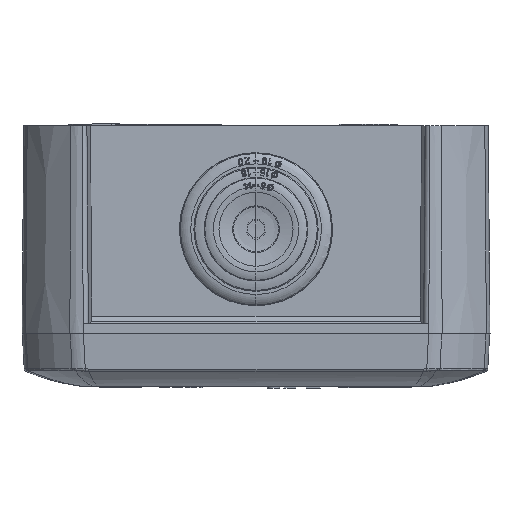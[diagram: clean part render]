
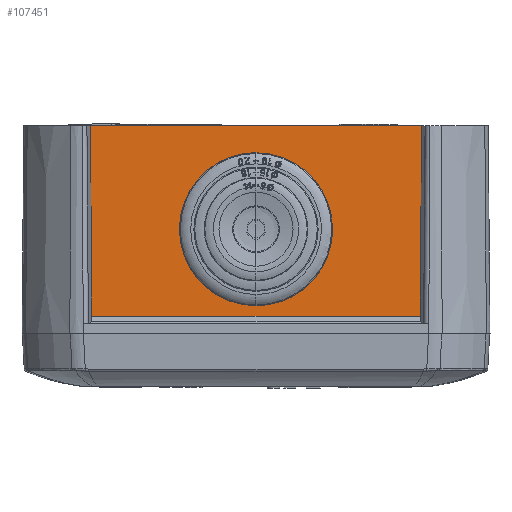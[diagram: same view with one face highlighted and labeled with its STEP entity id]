
A CAD part, front view. The second image highlights one B-rep face of the part: STEP entity #107451.
In plain terms, the highlighted planar face has unit normal (0, -1, 0.009).
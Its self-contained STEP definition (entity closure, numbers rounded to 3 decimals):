
#1254=DIRECTION('',(0.007,0.009,1.));
#1255=VECTOR('',#1254,36.702);
#1256=CARTESIAN_POINT('',(34.031,-42.827,1.7));
#1257=LINE('',#1256,#1255);
#1262=DIRECTION('',(1.,0.,0.));
#1263=VECTOR('',#1262,63.9);
#1264=CARTESIAN_POINT('',(-29.6,-42.506,38.4));
#1265=LINE('',#1264,#1263);
#1266=DIRECTION('',(-1.,0.,0.));
#1267=VECTOR('',#1266,63.362);
#1268=CARTESIAN_POINT('',(34.031,-42.827,1.7));
#1269=LINE('',#1268,#1267);
#1270=CARTESIAN_POINT('',(2.35,-42.552,33.196));
#1271=CARTESIAN_POINT('',(4.088,-42.552,33.196));
#1272=CARTESIAN_POINT('',(7.844,-42.557,32.566));
#1273=CARTESIAN_POINT('',(12.209,-42.582,29.751));
#1274=CARTESIAN_POINT('',(14.785,-42.61,26.566));
#1275=CARTESIAN_POINT('',(16.159,-42.633,23.894));
#1276=CARTESIAN_POINT('',(16.811,-42.653,21.585));
#1277=CARTESIAN_POINT('',(17.057,-42.669,19.767));
#1278=CARTESIAN_POINT('',(17.115,-42.681,18.45));
#1279=CARTESIAN_POINT('',(17.057,-42.692,17.133));
#1280=CARTESIAN_POINT('',(16.811,-42.708,15.315));
#1281=CARTESIAN_POINT('',(16.159,-42.728,13.006));
#1282=CARTESIAN_POINT('',(14.785,-42.751,10.334));
#1283=CARTESIAN_POINT('',(12.209,-42.779,7.149));
#1284=CARTESIAN_POINT('',(7.844,-42.804,4.334));
#1285=CARTESIAN_POINT('',(4.088,-42.809,3.704));
#1286=CARTESIAN_POINT('',(2.35,-42.809,3.704));
#1288=CARTESIAN_POINT('',(2.35,-42.809,3.704));
#1289=CARTESIAN_POINT('',(0.612,-42.809,
3.704));
#1290=CARTESIAN_POINT('',(-3.144,-42.804,
4.334));
#1291=CARTESIAN_POINT('',(-7.509,-42.779,
7.149));
#1292=CARTESIAN_POINT('',(-10.085,-42.751,
10.334));
#1293=CARTESIAN_POINT('',(-11.459,-42.728,
13.006));
#1294=CARTESIAN_POINT('',(-12.111,-42.708,
15.315));
#1295=CARTESIAN_POINT('',(-12.357,-42.692,
17.133));
#1296=CARTESIAN_POINT('',(-12.415,-42.681,
18.45));
#1297=CARTESIAN_POINT('',(-12.357,-42.669,
19.767));
#1298=CARTESIAN_POINT('',(-12.111,-42.653,
21.585));
#1299=CARTESIAN_POINT('',(-11.459,-42.633,
23.894));
#1300=CARTESIAN_POINT('',(-10.085,-42.61,
26.566));
#1301=CARTESIAN_POINT('',(-7.509,-42.582,
29.751));
#1302=CARTESIAN_POINT('',(-3.144,-42.557,
32.566));
#1303=CARTESIAN_POINT('',(0.612,-42.552,
33.196));
#1304=CARTESIAN_POINT('',(2.35,-42.552,33.196));
#1306=DIRECTION('',(0.007,-0.009,-1.));
#1307=VECTOR('',#1306,36.702);
#1308=CARTESIAN_POINT('',(-29.6,-42.506,38.4));
#1309=LINE('',#1308,#1307);
#95782=VERTEX_POINT('',#1288);
#95783=VERTEX_POINT('',#1304);
#106532=CARTESIAN_POINT('',(34.031,-42.827,
1.7));
#106533=CARTESIAN_POINT('',(-29.331,-42.827,
1.7));
#106534=VERTEX_POINT('',#106532);
#106535=VERTEX_POINT('',#106533);
#106569=CARTESIAN_POINT('',(34.3,-42.506,38.4));
#106570=VERTEX_POINT('',#106569);
#106571=CARTESIAN_POINT('',(-29.6,-42.506,38.4));
#106573=VERTEX_POINT('',#106571);
#107432=CARTESIAN_POINT('',(-29.251,-42.827,
1.612));
#107433=DIRECTION('',(0.,-1.,0.009));
#107434=DIRECTION('',(0.,0.009,1.));
#107435=AXIS2_PLACEMENT_3D('',#107432,#107433,#107434);
#107436=PLANE('',#107435);
#107438=ORIENTED_EDGE('',*,*,#107437,.F.);
#107439=ORIENTED_EDGE('',*,*,#106649,.T.);
#107440=ORIENTED_EDGE('',*,*,#107419,.F.);
#107442=ORIENTED_EDGE('',*,*,#107441,.T.);
#107443=EDGE_LOOP('',(#107438,#107439,#107440,#107442));
#107444=FACE_OUTER_BOUND('',#107443,.F.);
#107446=ORIENTED_EDGE('',*,*,#107445,.F.);
#107448=ORIENTED_EDGE('',*,*,#107447,.F.);
#107449=EDGE_LOOP('',(#107446,#107448));
#107450=FACE_BOUND('',#107449,.F.);
#107451=ADVANCED_FACE('',(#107444,#107450),#107436,.T.);
#1287=B_SPLINE_CURVE_WITH_KNOTS('',3,(#1270,#1271,#1272,#1273,#1274,#1275,#1276,
#1277,#1278,#1279,#1280,#1281,#1282,#1283,#1284,#1285,#1286),.UNSPECIFIED.,.F.,
.F.,(4,1,1,1,1,1,1,1,1,1,1,1,1,1,4),(0.,0.125,0.25,0.313,0.375,
0.438,0.469,0.5,0.531,0.563,0.625,0.688,0.75,0.875,
1.),.UNSPECIFIED.);
#1305=B_SPLINE_CURVE_WITH_KNOTS('',3,(#1288,#1289,#1290,#1291,#1292,#1293,#1294,
#1295,#1296,#1297,#1298,#1299,#1300,#1301,#1302,#1303,#1304),.UNSPECIFIED.,.F.,
.F.,(4,1,1,1,1,1,1,1,1,1,1,1,1,1,4),(0.,0.125,0.25,0.313,0.375,
0.438,0.469,0.5,0.531,0.563,0.625,0.688,0.75,0.875,
1.),.UNSPECIFIED.);
#106649=EDGE_CURVE('',#106573,#106570,#1265,.T.);
#107419=EDGE_CURVE('',#106534,#106570,#1257,.T.);
#107437=EDGE_CURVE('',#106573,#106535,#1309,.T.);
#107441=EDGE_CURVE('',#106534,#106535,#1269,.T.);
#107445=EDGE_CURVE('',#95783,#95782,#1287,.T.);
#107447=EDGE_CURVE('',#95782,#95783,#1305,.T.);
